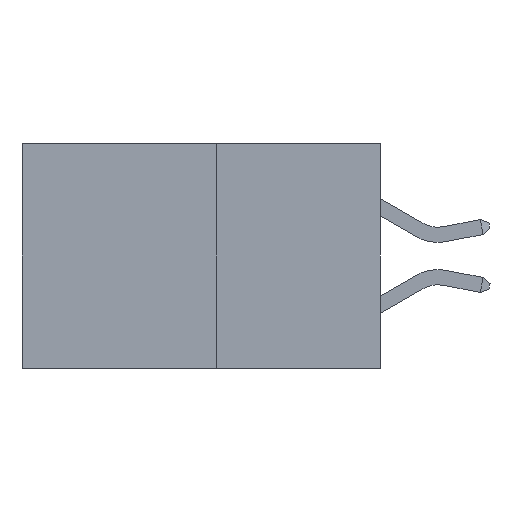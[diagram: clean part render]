
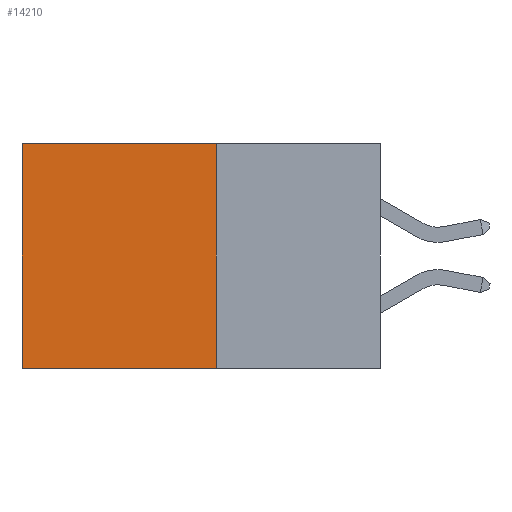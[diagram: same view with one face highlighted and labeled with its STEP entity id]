
A CAD part, left-side view. The second image highlights one B-rep face of the part: STEP entity #14210.
In plain terms, the highlighted planar face has unit normal (-1, 0, 0).
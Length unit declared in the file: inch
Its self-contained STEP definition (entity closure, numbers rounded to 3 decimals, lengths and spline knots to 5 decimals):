
#387 = CARTESIAN_POINT ( 'NONE',  ( 0.277, 0.27, -0.37 ) ) ;
#1483 = DIRECTION ( 'NONE',  ( 0., 0., -1. ) ) ;
#2373 = LINE ( 'NONE', #15380, #10011 ) ;
#2868 = DIRECTION ( 'NONE',  ( 0., 0., -1. ) ) ;
#3383 = VECTOR ( 'NONE', #8457, 39.37008 ) ;
#5364 = ORIENTED_EDGE ( 'NONE', *, *, #10386, .F. ) ;
#5466 = ORIENTED_EDGE ( 'NONE', *, *, #13432, .T. ) ;
#5807 = PLANE ( 'NONE',  #13823 ) ;
#6623 = DIRECTION ( 'NONE',  ( 0., 1., 0. ) ) ;
#6850 = DIRECTION ( 'NONE',  ( 0., 1., 0. ) ) ;
#8277 = CARTESIAN_POINT ( 'NONE',  ( 0.277, 0.59, -0.37 ) ) ;
#8424 = CARTESIAN_POINT ( 'NONE',  ( 0.277, 0.27, 0. ) ) ;
#8457 = DIRECTION ( 'NONE',  ( 0., 0., -1. ) ) ;
#8601 = VECTOR ( 'NONE', #2868, 39.37008 ) ;
#9284 = LINE ( 'NONE', #10949, #13105 ) ;
#9875 = CARTESIAN_POINT ( 'NONE',  ( 0.277, 0.27, -0.37 ) ) ;
#9899 = VERTEX_POINT ( 'NONE', #8424 ) ;
#10011 = VECTOR ( 'NONE', #6850, 39.37008 ) ;
#10121 = DIRECTION ( 'NONE',  ( 1., 0., 0. ) ) ;
#10386 = EDGE_CURVE ( 'NONE', #9899, #11390, #14763, .T. ) ;
#10949 = CARTESIAN_POINT ( 'NONE',  ( 0.277, 0.27, -0.37 ) ) ;
#10987 = ORIENTED_EDGE ( 'NONE', *, *, #12951, .T. ) ;
#11390 = VERTEX_POINT ( 'NONE', #387 ) ;
#12381 = VERTEX_POINT ( 'NONE', #16718 ) ;
#12468 = LINE ( 'NONE', #8277, #8601 ) ;
#12951 = EDGE_CURVE ( 'NONE', #9899, #16014, #2373, .T. ) ;
#13105 = VECTOR ( 'NONE', #6623, 39.37008 ) ;
#13432 = EDGE_CURVE ( 'NONE', #16014, #12381, #12468, .T. ) ;
#13823 = AXIS2_PLACEMENT_3D ( 'NONE', #18384, #10121, #1483 ) ;
#14210 = ADVANCED_FACE ( 'NONE', ( #16266 ), #5807, .F. ) ;
#14655 = ORIENTED_EDGE ( 'NONE', *, *, #17391, .F. ) ;
#14763 = LINE ( 'NONE', #9875, #3383 ) ;
#15323 = CARTESIAN_POINT ( 'NONE',  ( 0.277, 0.59, 0. ) ) ;
#15380 = CARTESIAN_POINT ( 'NONE',  ( 0.277, 0.27, 0. ) ) ;
#15888 = EDGE_LOOP ( 'NONE', ( #5466, #14655, #5364, #10987 ) ) ;
#16014 = VERTEX_POINT ( 'NONE', #15323 ) ;
#16266 = FACE_OUTER_BOUND ( 'NONE', #15888, .T. ) ;
#16718 = CARTESIAN_POINT ( 'NONE',  ( 0.277, 0.59, -0.37 ) ) ;
#17391 = EDGE_CURVE ( 'NONE', #11390, #12381, #9284, .T. ) ;
#18384 = CARTESIAN_POINT ( 'NONE',  ( 0.277, 0.27, -0.37 ) ) ;
